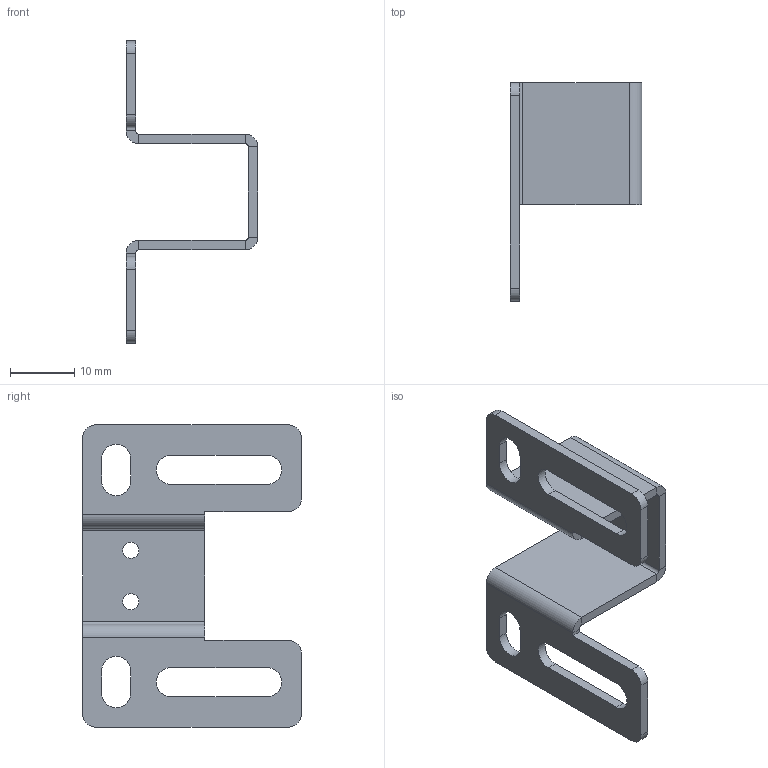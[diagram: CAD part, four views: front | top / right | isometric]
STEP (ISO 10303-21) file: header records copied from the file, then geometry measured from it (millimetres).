
FILE_DESCRIPTION((''),'2;1');
FILE_NAME('DB000627_OMH_ML6_U_HALTEBLECH','2009-10-12T',('mschubert'),(''),'PRO/ENGINEER BY PARAMETRIC TECHNOLOGY CORPORATION, 2006300','PRO/ENGINEER BY PARAMETRIC TECHNOLOGY CORPORATION, 2006300','');
FILE_SCHEMA(('CONFIG_CONTROL_DESIGN'));
Length unit declared in the file: millimetre
Products named in the file (1): DB000627_OMH_ML6_U_HALTEBLECH
Bounding box: 20.5 x 34 x 47 mm (x, y, z)
Volume: 2601.2 mm3; surface area: 4075.5 mm2
Topology: 1 solids, 1 shells, 68 faces, 179 edges, 126 vertices
Faces by surface type: plane 42, cylinder 26
Entity records: 2191 total; most frequent: DIRECTION 369, CARTESIAN_POINT 348, ORIENTED_EDGE 332, EDGE_CURVE 166, VECTOR 127, LINE 127, AXIS2_PLACEMENT_3D 121, VERTEX_POINT 100
